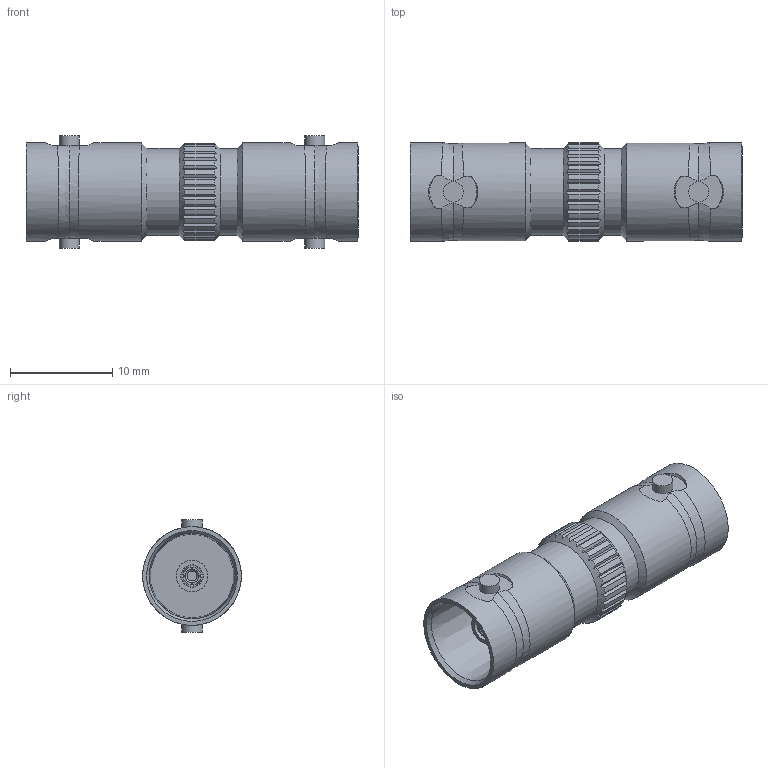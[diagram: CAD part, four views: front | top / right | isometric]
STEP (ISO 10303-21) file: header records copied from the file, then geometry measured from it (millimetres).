
FILE_DESCRIPTION (( 'STEP AP203' ), '1' );
FILE_NAME ('R142.704.000G.STEP', '2012-05-14T06:51:30', ( '' ), ( '' ), 'SwSTEP 2.0', 'SolidWorks 2011', '' );
FILE_SCHEMA (( 'CONFIG_CONTROL_DESIGN' ));
Length unit declared in the file: millimetre
Products named in the file (1): R142.704.000G
Bounding box: 32.51 x 9.67 x 11 mm (x, y, z)
Volume: 1656.9 mm3; surface area: 1598.4 mm2
Topology: 1 solids, 1 shells, 200 faces, 536 edges, 356 vertices
Faces by surface type: plane 100, cone 48, cylinder 44, bspline 8
Full cylindrical faces by diameter (mm): 1.98 x4, 2.23 x2, 3.1 x2, 8.525 x2, 9.6 x2, 9.67 x2
Entity records: 6833 total; most frequent: CARTESIAN_POINT 2233, ORIENTED_EDGE 1008, DIRECTION 810, EDGE_CURVE 504, VERTEX_POINT 346, AXIS2_PLACEMENT_3D 335, EDGE_LOOP 240, B_SPLINE_CURVE_WITH_KNOTS 222
